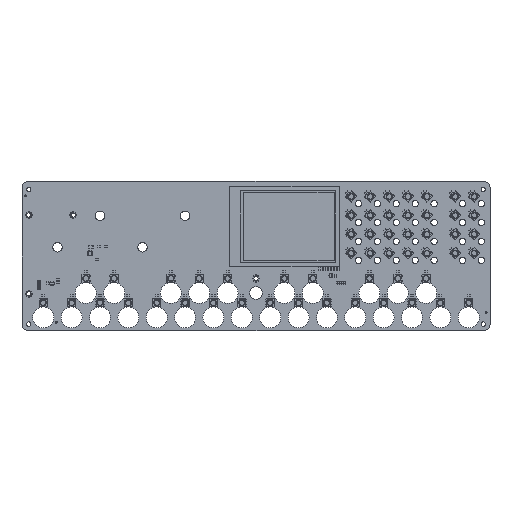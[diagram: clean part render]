
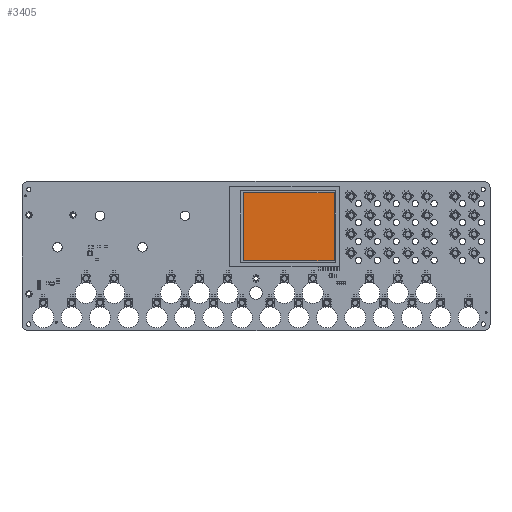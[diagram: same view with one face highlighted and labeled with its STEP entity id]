
A CAD part, top view. The second image highlights one B-rep face of the part: STEP entity #3405.
In plain terms, the highlighted planar face has unit normal (0, 0, 1).
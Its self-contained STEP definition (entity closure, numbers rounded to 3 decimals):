
#3096 = VERTEX_POINT('',#3097);
#3097 = CARTESIAN_POINT('',(26.06,-8.5,2.4));
#3106 = PLANE('',#3107);
#3107 = AXIS2_PLACEMENT_3D('',#3108,#3109,#3110);
#3108 = CARTESIAN_POINT('',(26.06,-8.5,2.4));
#3109 = DIRECTION('',(0.,1.,0.));
#3110 = DIRECTION('',(-1.,0.,0.));
#3118 = PLANE('',#3119);
#3119 = AXIS2_PLACEMENT_3D('',#3120,#3121,#3122);
#3120 = CARTESIAN_POINT('',(26.06,34.7,2.4));
#3121 = DIRECTION('',(-1.,0.,0.));
#3122 = DIRECTION('',(0.,-1.,0.));
#3159 = VERTEX_POINT('',#3160);
#3160 = CARTESIAN_POINT('',(-31.54,-8.5,2.4));
#3174 = PLANE('',#3175);
#3175 = AXIS2_PLACEMENT_3D('',#3176,#3177,#3178);
#3176 = CARTESIAN_POINT('',(-31.54,-8.5,2.4));
#3177 = DIRECTION('',(1.,0.,0.));
#3178 = DIRECTION('',(0.,1.,0.));
#3186 = EDGE_CURVE('',#3096,#3159,#3187,.T.);
#3187 = SURFACE_CURVE('',#3188,(#3192,#3199),.PCURVE_S1.);
#3188 = LINE('',#3189,#3190);
#3189 = CARTESIAN_POINT('',(26.06,-8.5,2.4));
#3190 = VECTOR('',#3191,1.);
#3191 = DIRECTION('',(-1.,0.,0.));
#3192 = PCURVE('',#3106,#3193);
#3193 = DEFINITIONAL_REPRESENTATION('',(#3194),#3198);
#3194 = LINE('',#3195,#3196);
#3195 = CARTESIAN_POINT('',(0.,0.));
#3196 = VECTOR('',#3197,1.);
#3197 = DIRECTION('',(1.,0.));
#3198 = ( GEOMETRIC_REPRESENTATION_CONTEXT(2) 
PARAMETRIC_REPRESENTATION_CONTEXT() REPRESENTATION_CONTEXT('2D SPACE',''
  ) );
#3199 = PCURVE('',#3200,#3205);
#3200 = PLANE('',#3201);
#3201 = AXIS2_PLACEMENT_3D('',#3202,#3203,#3204);
#3202 = CARTESIAN_POINT('',(-2.74,13.1,2.4));
#3203 = DIRECTION('',(0.,0.,-1.));
#3204 = DIRECTION('',(1.,0.,0.));
#3205 = DEFINITIONAL_REPRESENTATION('',(#3206),#3210);
#3206 = LINE('',#3207,#3208);
#3207 = CARTESIAN_POINT('',(28.8,21.6));
#3208 = VECTOR('',#3209,1.);
#3209 = DIRECTION('',(-1.,0.));
#3210 = ( GEOMETRIC_REPRESENTATION_CONTEXT(2) 
PARAMETRIC_REPRESENTATION_CONTEXT() REPRESENTATION_CONTEXT('2D SPACE',''
  ) );
#3240 = VERTEX_POINT('',#3241);
#3241 = CARTESIAN_POINT('',(-31.54,34.7,2.4));
#3255 = PLANE('',#3256);
#3256 = AXIS2_PLACEMENT_3D('',#3257,#3258,#3259);
#3257 = CARTESIAN_POINT('',(-31.54,34.7,2.4));
#3258 = DIRECTION('',(0.,-1.,0.));
#3259 = DIRECTION('',(1.,0.,0.));
#3267 = EDGE_CURVE('',#3159,#3240,#3268,.T.);
#3268 = SURFACE_CURVE('',#3269,(#3273,#3280),.PCURVE_S1.);
#3269 = LINE('',#3270,#3271);
#3270 = CARTESIAN_POINT('',(-31.54,-8.5,2.4));
#3271 = VECTOR('',#3272,1.);
#3272 = DIRECTION('',(0.,1.,0.));
#3273 = PCURVE('',#3174,#3274);
#3274 = DEFINITIONAL_REPRESENTATION('',(#3275),#3279);
#3275 = LINE('',#3276,#3277);
#3276 = CARTESIAN_POINT('',(0.,0.));
#3277 = VECTOR('',#3278,1.);
#3278 = DIRECTION('',(1.,0.));
#3279 = ( GEOMETRIC_REPRESENTATION_CONTEXT(2) 
PARAMETRIC_REPRESENTATION_CONTEXT() REPRESENTATION_CONTEXT('2D SPACE',''
  ) );
#3280 = PCURVE('',#3200,#3281);
#3281 = DEFINITIONAL_REPRESENTATION('',(#3282),#3286);
#3282 = LINE('',#3283,#3284);
#3283 = CARTESIAN_POINT('',(-28.8,21.6));
#3284 = VECTOR('',#3285,1.);
#3285 = DIRECTION('',(0.,-1.));
#3286 = ( GEOMETRIC_REPRESENTATION_CONTEXT(2) 
PARAMETRIC_REPRESENTATION_CONTEXT() REPRESENTATION_CONTEXT('2D SPACE',''
  ) );
#3316 = VERTEX_POINT('',#3317);
#3317 = CARTESIAN_POINT('',(26.06,34.7,2.4));
#3338 = EDGE_CURVE('',#3240,#3316,#3339,.T.);
#3339 = SURFACE_CURVE('',#3340,(#3344,#3351),.PCURVE_S1.);
#3340 = LINE('',#3341,#3342);
#3341 = CARTESIAN_POINT('',(-31.54,34.7,2.4));
#3342 = VECTOR('',#3343,1.);
#3343 = DIRECTION('',(1.,0.,0.));
#3344 = PCURVE('',#3255,#3345);
#3345 = DEFINITIONAL_REPRESENTATION('',(#3346),#3350);
#3346 = LINE('',#3347,#3348);
#3347 = CARTESIAN_POINT('',(0.,0.));
#3348 = VECTOR('',#3349,1.);
#3349 = DIRECTION('',(1.,0.));
#3350 = ( GEOMETRIC_REPRESENTATION_CONTEXT(2) 
PARAMETRIC_REPRESENTATION_CONTEXT() REPRESENTATION_CONTEXT('2D SPACE',''
  ) );
#3351 = PCURVE('',#3200,#3352);
#3352 = DEFINITIONAL_REPRESENTATION('',(#3353),#3357);
#3353 = LINE('',#3354,#3355);
#3354 = CARTESIAN_POINT('',(-28.8,-21.6));
#3355 = VECTOR('',#3356,1.);
#3356 = DIRECTION('',(1.,0.));
#3357 = ( GEOMETRIC_REPRESENTATION_CONTEXT(2) 
PARAMETRIC_REPRESENTATION_CONTEXT() REPRESENTATION_CONTEXT('2D SPACE',''
  ) );
#3385 = EDGE_CURVE('',#3316,#3096,#3386,.T.);
#3386 = SURFACE_CURVE('',#3387,(#3391,#3398),.PCURVE_S1.);
#3387 = LINE('',#3388,#3389);
#3388 = CARTESIAN_POINT('',(26.06,34.7,2.4));
#3389 = VECTOR('',#3390,1.);
#3390 = DIRECTION('',(0.,-1.,0.));
#3391 = PCURVE('',#3118,#3392);
#3392 = DEFINITIONAL_REPRESENTATION('',(#3393),#3397);
#3393 = LINE('',#3394,#3395);
#3394 = CARTESIAN_POINT('',(0.,0.));
#3395 = VECTOR('',#3396,1.);
#3396 = DIRECTION('',(1.,0.));
#3397 = ( GEOMETRIC_REPRESENTATION_CONTEXT(2) 
PARAMETRIC_REPRESENTATION_CONTEXT() REPRESENTATION_CONTEXT('2D SPACE',''
  ) );
#3398 = PCURVE('',#3200,#3399);
#3399 = DEFINITIONAL_REPRESENTATION('',(#3400),#3404);
#3400 = LINE('',#3401,#3402);
#3401 = CARTESIAN_POINT('',(28.8,-21.6));
#3402 = VECTOR('',#3403,1.);
#3403 = DIRECTION('',(0.,1.));
#3404 = ( GEOMETRIC_REPRESENTATION_CONTEXT(2) 
PARAMETRIC_REPRESENTATION_CONTEXT() REPRESENTATION_CONTEXT('2D SPACE',''
  ) );
#3405 = ADVANCED_FACE('',(#3406),#3200,.F.);
#3406 = FACE_BOUND('',#3407,.F.);
#3407 = EDGE_LOOP('',(#3408,#3409,#3410,#3411));
#3408 = ORIENTED_EDGE('',*,*,#3186,.T.);
#3409 = ORIENTED_EDGE('',*,*,#3267,.T.);
#3410 = ORIENTED_EDGE('',*,*,#3338,.T.);
#3411 = ORIENTED_EDGE('',*,*,#3385,.T.);
